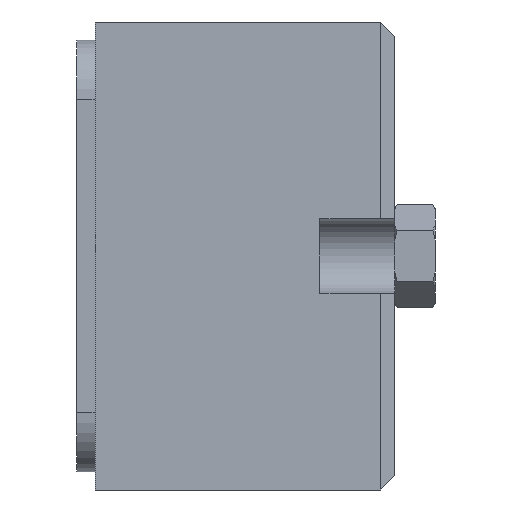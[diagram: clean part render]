
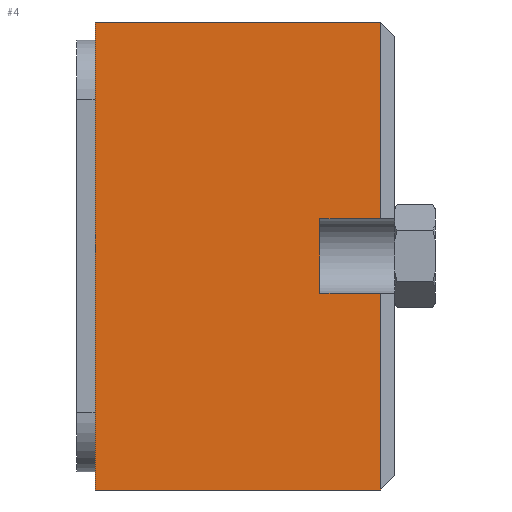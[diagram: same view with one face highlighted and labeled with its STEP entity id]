
A CAD part, left-side view. The second image highlights one B-rep face of the part: STEP entity #4.
In plain terms, the highlighted planar face has unit normal (-1, 0, 0).
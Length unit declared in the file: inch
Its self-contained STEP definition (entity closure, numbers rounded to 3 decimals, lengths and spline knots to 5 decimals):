
#4 = ADVANCED_FACE ( 'NONE', ( #2947 ), #4832, .F. ) ;
#7 = VERTEX_POINT ( 'NONE', #3650 ) ;
#34 = ORIENTED_EDGE ( 'NONE', *, *, #314, .T. ) ;
#92 = VECTOR ( 'NONE', #2348, 39.37008 ) ;
#104 = CARTESIAN_POINT ( 'NONE',  ( -0.98425, 0.15748, 0.07874 ) ) ;
#105 = VERTEX_POINT ( 'NONE', #4227 ) ;
#122 = CARTESIAN_POINT ( 'NONE',  ( -0.98425, 0.15748, -0.07874 ) ) ;
#166 = ORIENTED_EDGE ( 'NONE', *, *, #448, .F. ) ;
#204 = LINE ( 'NONE', #588, #1741 ) ;
#242 = VECTOR ( 'NONE', #2679, 39.37008 ) ;
#308 = ORIENTED_EDGE ( 'NONE', *, *, #2382, .T. ) ;
#314 = EDGE_CURVE ( 'NONE', #7, #3456, #204, .T. ) ;
#448 = EDGE_CURVE ( 'NONE', #1873, #3921, #3952, .T. ) ;
#470 = VECTOR ( 'NONE', #2092, 39.37008 ) ;
#499 = DIRECTION ( 'NONE',  ( 0., 0., -1. ) ) ;
#533 = DIRECTION ( 'NONE',  ( 0., -1., 0. ) ) ;
#588 = CARTESIAN_POINT ( 'NONE',  ( -0.98425, 0.02953, -0.07874 ) ) ;
#591 = EDGE_CURVE ( 'NONE', #1873, #2670, #2102, .T. ) ;
#601 = AXIS2_PLACEMENT_3D ( 'NONE', #606, #1719, #4855 ) ;
#606 = CARTESIAN_POINT ( 'NONE',  ( -0.98425, 0.62992, 0.49213 ) ) ;
#1314 = DIRECTION ( 'NONE',  ( 0., 0., 1. ) ) ;
#1414 = LINE ( 'NONE', #3374, #242 ) ;
#1535 = EDGE_LOOP ( 'NONE', ( #4191, #3521, #4845, #1822, #308, #34, #3092, #166 ) ) ;
#1536 = CARTESIAN_POINT ( 'NONE',  ( -0.98425, 0.62992, -0.49213 ) ) ;
#1578 = CARTESIAN_POINT ( 'NONE',  ( -0.98425, 0.02953, 0.49213 ) ) ;
#1633 = CARTESIAN_POINT ( 'NONE',  ( -0.98425, 0.15748, 0.07874 ) ) ;
#1667 = CARTESIAN_POINT ( 'NONE',  ( -0.98425, 0.62992, 0.49213 ) ) ;
#1719 = DIRECTION ( 'NONE',  ( 1., 0., 0. ) ) ;
#1741 = VECTOR ( 'NONE', #1314, 39.37008 ) ;
#1758 = CARTESIAN_POINT ( 'NONE',  ( -0.98425, 0.02953, 0.07874 ) ) ;
#1822 = ORIENTED_EDGE ( 'NONE', *, *, #2389, .F. ) ;
#1873 = VERTEX_POINT ( 'NONE', #104 ) ;
#2092 = DIRECTION ( 'NONE',  ( 0., 0., 1. ) ) ;
#2102 = LINE ( 'NONE', #3973, #3661 ) ;
#2348 = DIRECTION ( 'NONE',  ( 0., 0., 1. ) ) ;
#2372 = LINE ( 'NONE', #1578, #92 ) ;
#2382 = EDGE_CURVE ( 'NONE', #3857, #7, #3493, .T. ) ;
#2389 = EDGE_CURVE ( 'NONE', #3857, #105, #3932, .T. ) ;
#2433 = DIRECTION ( 'NONE',  ( 0., -1., 0. ) ) ;
#2636 = CARTESIAN_POINT ( 'NONE',  ( -0.98425, 0.02953, 0.49213 ) ) ;
#2670 = VERTEX_POINT ( 'NONE', #1758 ) ;
#2679 = DIRECTION ( 'NONE',  ( 0., -1., 0. ) ) ;
#2801 = CARTESIAN_POINT ( 'NONE',  ( -0.98425, 0.15748, -0.07874 ) ) ;
#2877 = LINE ( 'NONE', #122, #2908 ) ;
#2908 = VECTOR ( 'NONE', #2433, 39.37008 ) ;
#2947 = FACE_OUTER_BOUND ( 'NONE', #1535, .T. ) ;
#3092 = ORIENTED_EDGE ( 'NONE', *, *, #3701, .F. ) ;
#3119 = VECTOR ( 'NONE', #533, 39.37008 ) ;
#3207 = DIRECTION ( 'NONE',  ( 0., -1., 0. ) ) ;
#3289 = EDGE_CURVE ( 'NONE', #105, #4483, #1414, .T. ) ;
#3374 = CARTESIAN_POINT ( 'NONE',  ( -0.98425, 0.62992, 0.49213 ) ) ;
#3456 = VERTEX_POINT ( 'NONE', #3630 ) ;
#3493 = LINE ( 'NONE', #4334, #3119 ) ;
#3521 = ORIENTED_EDGE ( 'NONE', *, *, #4429, .T. ) ;
#3630 = CARTESIAN_POINT ( 'NONE',  ( -0.98425, 0.02953, -0.07874 ) ) ;
#3650 = CARTESIAN_POINT ( 'NONE',  ( -0.98425, 0.02953, -0.49213 ) ) ;
#3661 = VECTOR ( 'NONE', #3207, 39.37008 ) ;
#3701 = EDGE_CURVE ( 'NONE', #3921, #3456, #2877, .T. ) ;
#3857 = VERTEX_POINT ( 'NONE', #1536 ) ;
#3921 = VERTEX_POINT ( 'NONE', #2801 ) ;
#3932 = LINE ( 'NONE', #1667, #470 ) ;
#3952 = LINE ( 'NONE', #1633, #4462 ) ;
#3973 = CARTESIAN_POINT ( 'NONE',  ( -0.98425, 0.15748, 0.07874 ) ) ;
#4191 = ORIENTED_EDGE ( 'NONE', *, *, #591, .T. ) ;
#4227 = CARTESIAN_POINT ( 'NONE',  ( -0.98425, 0.62992, 0.49213 ) ) ;
#4334 = CARTESIAN_POINT ( 'NONE',  ( -0.98425, 0.62992, -0.49213 ) ) ;
#4429 = EDGE_CURVE ( 'NONE', #2670, #4483, #2372, .T. ) ;
#4462 = VECTOR ( 'NONE', #499, 39.37008 ) ;
#4483 = VERTEX_POINT ( 'NONE', #2636 ) ;
#4832 = PLANE ( 'NONE',  #601 ) ;
#4845 = ORIENTED_EDGE ( 'NONE', *, *, #3289, .F. ) ;
#4855 = DIRECTION ( 'NONE',  ( 0., 0., -1. ) ) ;
